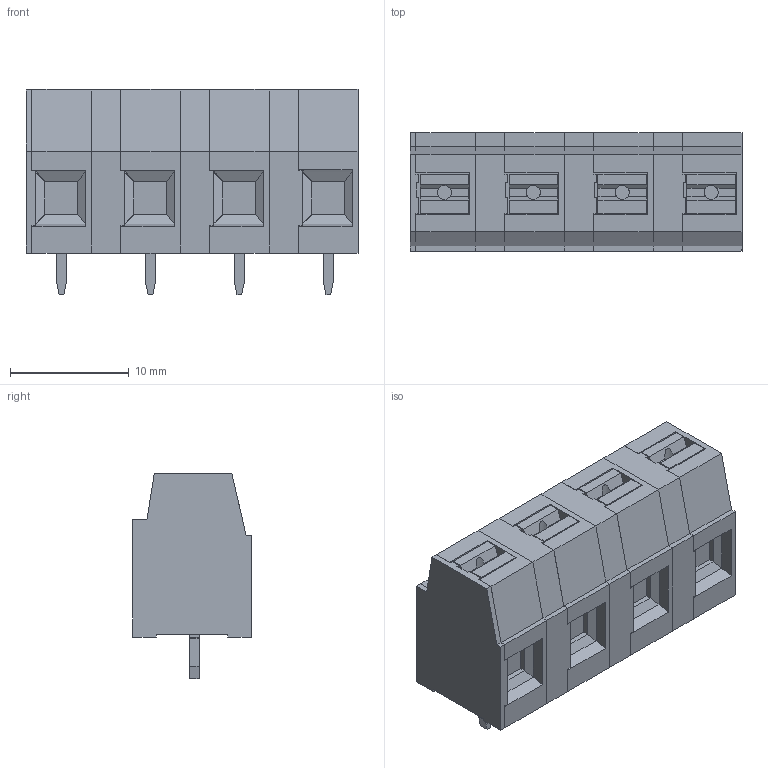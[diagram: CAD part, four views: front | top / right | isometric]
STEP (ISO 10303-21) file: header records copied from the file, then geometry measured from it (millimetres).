
FILE_DESCRIPTION(('CATIA V5 STEP Exchange','CAx-IF Rec.Pracs.--- Model Styling and Organization---1.4--- 2014-01-23'),'2;1');
FILE_NAME ('D1528325_0_2787740000_2787740000.stp','2022-04-25T07:15:25+00:00',('none'),('Weidmueller'),'CATIA Version 5-6 Release 2016 SP3 HF44','CATIA V5 STEP AP214','none');
FILE_SCHEMA(('AUTOMOTIVE_DESIGN { 1 0 10303 214 1 1 1 1 }'));
Length unit declared in the file: millimetre
Products named in the file (1): 2787740000
Bounding box: 28 x 10 x 17.3 mm (x, y, z)
Volume: 3370.6 mm3; surface area: 3781.5 mm2
Topology: 16 solids, 25 shells, 528 faces, 1462 edges, 986 vertices
Faces by surface type: plane 489, cylinder 27, cone 12
Entity records: 16016 total; most frequent: CARTESIAN_POINT 3403, ORIENTED_EDGE 2924, DIRECTION 2035, EDGE_CURVE 1462, VECTOR 1289, LINE 1289, VERTEX_POINT 986, EDGE_LOOP 538
